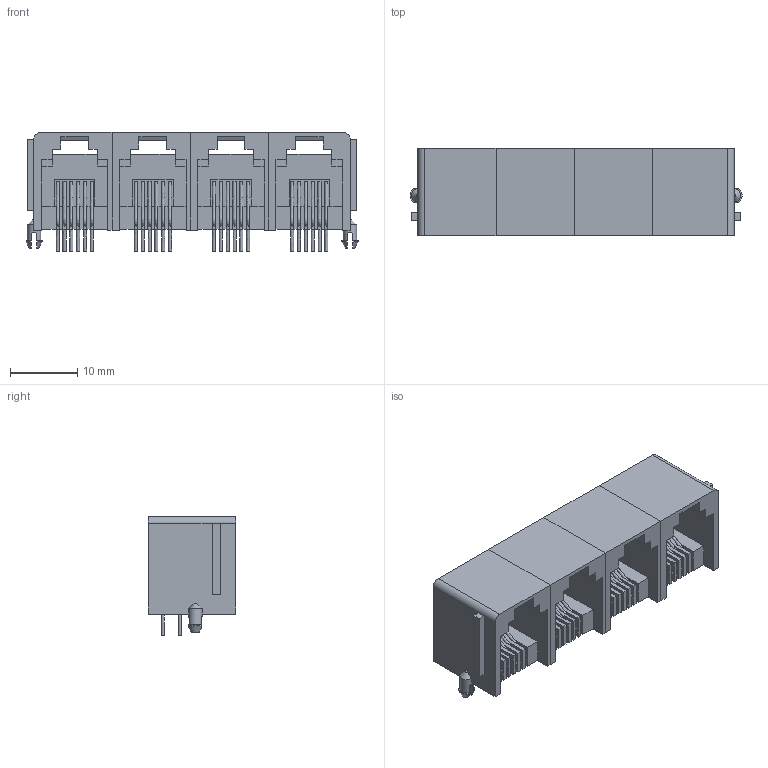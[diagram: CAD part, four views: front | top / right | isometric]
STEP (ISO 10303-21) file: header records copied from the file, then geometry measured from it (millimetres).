
FILE_DESCRIPTION(/* description */ ('Unknown'),/* implementation_level */ '2;1');
FILE_NAME(/* name */ '615024143921',/* time_stamp */ '2017-08-03T17:17:59+02:00',/* author */ ('Unknown'),/* organization */ ('Unknown'),/* preprocessor_version */ 'ST-DEVELOPER v16.7',/* originating_system */ 'DEX',/* authorisation */ $);
FILE_SCHEMA (('AUTOMOTIVE_DESIGN {1 0 10303 214 3 1 1}'));
Length unit declared in the file: millimetre
Products named in the file (6): 615024143921; 615024143921_Part2; 615024143921_Part3; 615024143921_Part4; 615012143921_PIN; 615012143921_PIN_LONGUE
Assembly tree (28 placements, depth 2):
  615024143921
    615024143921_Part2
    615024143921_Part3  x2
    615024143921_Part4
    615012143921_PIN  x12
    615012143921_PIN_LONGUE  x12
Bounding box: 49.49 x 13 x 17.75 mm (x, y, z)
Volume: 3866.6 mm3; surface area: 8766.2 mm2
Topology: 28 solids, 28 shells, 664 faces, 1936 edges, 1270 vertices
Faces by surface type: plane 624, bspline 24, cylinder 10, cone 6
Full cylindrical faces by diameter (mm): 2 x2
Entity records: 18332 total; most frequent: CARTESIAN_POINT 5310, ORIENTED_EDGE 2844, DIRECTION 2396, EDGE_CURVE 1422, LINE 1368, VECTOR 1368, VERTEX_POINT 934, AXIS2_PLACEMENT_3D 514
